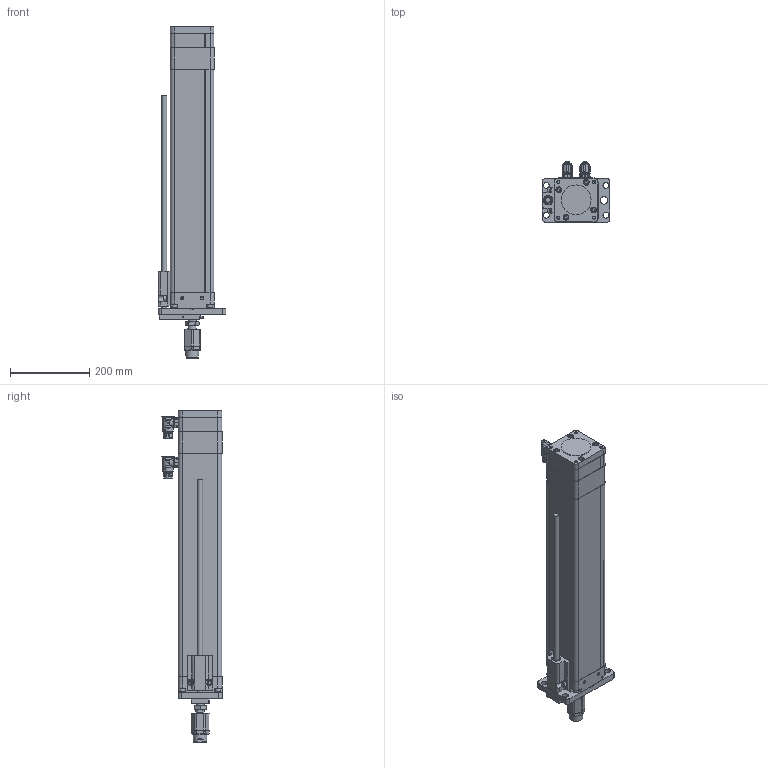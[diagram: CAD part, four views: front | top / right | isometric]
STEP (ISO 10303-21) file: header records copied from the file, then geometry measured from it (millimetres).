
FILE_DESCRIPTION (( 'STEP AP203' ), '1' );
FILE_NAME ('IMA-474940-1.step', '2024-11-14T07:46:44', ( '' ), ( '' ), 'SwSTEP 2.0', 'SolidWorks 2024', '' );
FILE_SCHEMA (( 'CONFIG_CONTROL_DESIGN' ));
Length unit declared in the file: inch
Products named in the file (7): Base_IMA-474940-1; tempJoin0_27449012_IMA-474940-1; IMA-474940-1; 27449018_IMA-474940-1; tempJoin0_27449800_IMA-474940-1; tempJoin0_27339075_IMA-474940-1; tempJoin0_27449074_IMA-474940-1
Assembly tree (6 placements, depth 2):
  IMA-474940-1
    27449018_IMA-474940-1
    tempJoin0_27339075_IMA-474940-1
    tempJoin0_27449074_IMA-474940-1
    tempJoin0_27449012_IMA-474940-1
    tempJoin0_27449800_IMA-474940-1
    Base_IMA-474940-1
Bounding box: 170.72 x 151.39 x 837.4 mm (x, y, z)
Volume: 8748705.6 mm3; surface area: 661357.1 mm2
Topology: 6 solids, 24 shells, 2334 faces, 5979 edges, 3946 vertices
Faces by surface type: plane 1407, cylinder 486, cone 250, bspline 115, torus 64, sphere 12
Full cylindrical faces by diameter (mm): 1 x17, 1.18 x17, 1.2 x17, 1.575 x4, 2.5 x8, 2.972 x7, 3.26 x8, 4.2 x1, 4.5 x10, 5 x1, 5.35 x3, 5.5 x2, 5.61 x1, 5.9 x2, 6 x1, 6.477 x1, 6.701 x10, 6.706 x4, 6.76 x1, 8 x14, 8.3 x28, 8.331 x4, 8.5 x1, 8.74 x8, 9.53 x1, 10 x1, 11.1 x1, 11.43 x1, 12.687 x1, 12.7 x2
Entity records: 82349 total; most frequent: CARTESIAN_POINT 28716, ORIENTED_EDGE 10716, DIRECTION 10134, EDGE_CURVE 5358, VERTEX_POINT 3775, AXIS2_PLACEMENT_3D 3475, VECTOR 3184, LINE 3184
